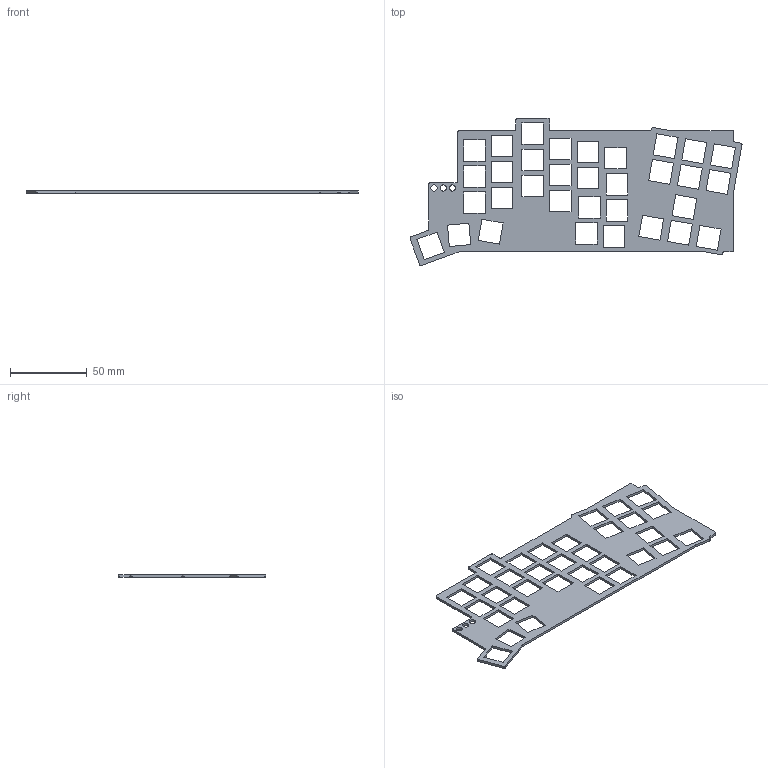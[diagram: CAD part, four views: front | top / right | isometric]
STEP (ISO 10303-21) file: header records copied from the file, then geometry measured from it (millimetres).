
FILE_DESCRIPTION(('KiCad electronic assembly'),'2;1');
FILE_NAME('right-keyboard.step','2023-10-21T22:13:12',('Pcbnew'),( 'Kicad'),'Open CASCADE STEP processor 7.6','KiCad to STEP converter' ,'Unknown');
FILE_SCHEMA(('AUTOMOTIVE_DESIGN { 1 0 10303 214 1 1 1 1 }'));
Length unit declared in the file: millimetre
Products named in the file (2): right-keyboard 1; plate PCB
Assembly tree (1 placements, depth 2):
  right-keyboard 1
    plate PCB
Bounding box: 216.59 x 96.04 x 1.6 mm (x, y, z)
Volume: 14611.7 mm3; surface area: 22242.8 mm2
Topology: 1 solids, 1 shells, 306 faces, 912 edges, 608 vertices
Faces by surface type: plane 303, cylinder 3
Full cylindrical faces by diameter (mm): 4 x3
Entity records: 22127 total; most frequent: CARTESIAN_POINT 3688, DIRECTION 3352, LINE 2724, VECTOR 2724, ORIENTED_EDGE 1824, PCURVE 1824, DEFINITIONAL_REPRESENTATION 1824, EDGE_CURVE 912
